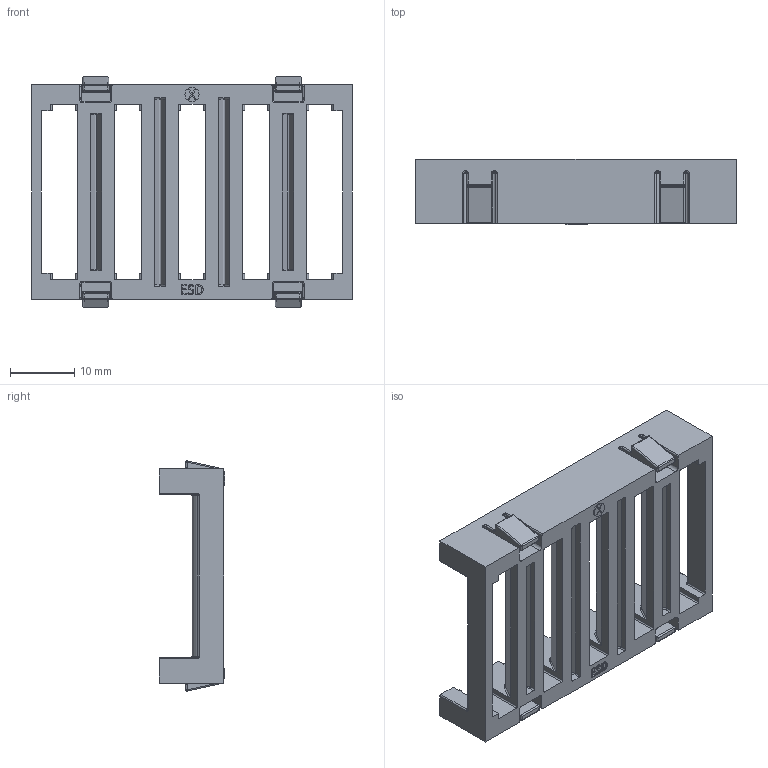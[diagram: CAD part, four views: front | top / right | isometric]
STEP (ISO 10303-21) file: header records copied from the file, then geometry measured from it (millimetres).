
FILE_DESCRIPTION (( 'STEP AP203' ), '1' );
FILE_NAME ('062ACR991ESD.50.STEP', '2015-09-11T14:25:54', ( 'Fath' ), ( 'Hewlett-Packard Company' ), 'SwSTEP 2.0', 'SolidWorks 2014', '' );
FILE_SCHEMA (( 'CONFIG_CONTROL_DESIGN' ));
Length unit declared in the file: millimetre
Products named in the file (1): 062ACR991ESD.50
Bounding box: 50 x 10.15 x 35.9 mm (x, y, z)
Volume: 5116.3 mm3; surface area: 6322.9 mm2
Topology: 1 solids, 1 shells, 592 faces, 1537 edges, 906 vertices
Faces by surface type: cylinder 262, plane 176, torus 70, bspline 54, sphere 30
Entity records: 19505 total; most frequent: CARTESIAN_POINT 5493, ORIENTED_EDGE 2966, DIRECTION 2913, EDGE_CURVE 1483, AXIS2_PLACEMENT_3D 1051, VERTEX_POINT 898, LINE 811, VECTOR 811
